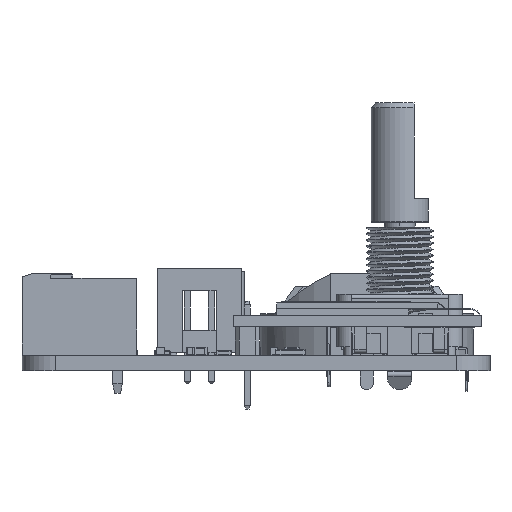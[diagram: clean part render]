
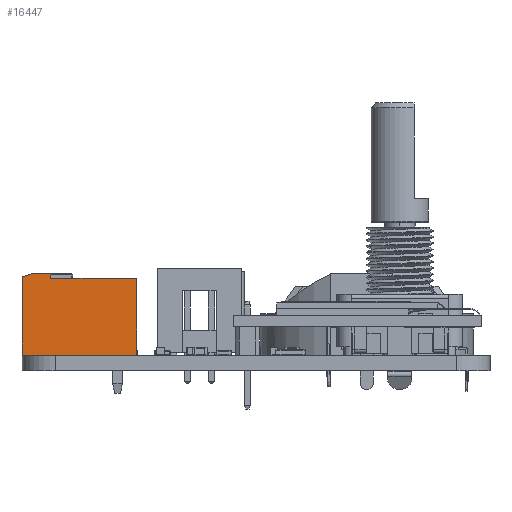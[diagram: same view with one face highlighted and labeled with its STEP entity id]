
A CAD part, left-side view. The second image highlights one B-rep face of the part: STEP entity #16447.
In plain terms, the highlighted face is planar.
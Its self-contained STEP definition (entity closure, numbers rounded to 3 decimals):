
#13503 = VERTEX_POINT('',#13504);
#13504 = CARTESIAN_POINT('',(20.9,8.,8.42));
#13512 = EDGE_CURVE('',#13503,#13513,#13515,.T.);
#13513 = VERTEX_POINT('',#13514);
#13514 = CARTESIAN_POINT('',(20.9,0.,8.42));
#13515 = LINE('',#13516,#13517);
#13516 = CARTESIAN_POINT('',(20.9,8.036,8.42));
#13517 = VECTOR('',#13518,1.);
#13518 = DIRECTION('',(-0.,-1.,-0.));
#13774 = VERTEX_POINT('',#13775);
#13775 = CARTESIAN_POINT('',(9.9,8.5,8.42));
#13781 = EDGE_CURVE('',#13774,#13782,#13784,.T.);
#13782 = VERTEX_POINT('',#13783);
#13783 = CARTESIAN_POINT('',(11.9,8.5,8.42));
#13784 = LINE('',#13785,#13786);
#13785 = CARTESIAN_POINT('',(9.1,8.5,8.42));
#13786 = VECTOR('',#13787,1.);
#13787 = DIRECTION('',(1.,-0.,-0.));
#14019 = VERTEX_POINT('',#14020);
#14020 = CARTESIAN_POINT('',(8.9,0.,8.42));
#14026 = EDGE_CURVE('',#14019,#14027,#14029,.T.);
#14027 = VERTEX_POINT('',#14028);
#14028 = CARTESIAN_POINT('',(8.9,8.051,8.42));
#14029 = LINE('',#14030,#14031);
#14030 = CARTESIAN_POINT('',(8.9,8.036,8.42));
#14031 = VECTOR('',#14032,1.);
#14032 = DIRECTION('',(0.,1.,0.));
#14276 = VERTEX_POINT('',#14277);
#14277 = CARTESIAN_POINT('',(11.9,8.05,8.42));
#14283 = EDGE_CURVE('',#14276,#13503,#14284,.T.);
#14284 = LINE('',#14285,#14286);
#14285 = CARTESIAN_POINT('',(11.9,8.05,8.42));
#14286 = VECTOR('',#14287,1.);
#14287 = DIRECTION('',(1.,-0.006,0.));
#14368 = EDGE_CURVE('',#13513,#14019,#14369,.T.);
#14369 = LINE('',#14370,#14371);
#14370 = CARTESIAN_POINT('',(8.9,0.,8.42));
#14371 = VECTOR('',#14372,1.);
#14372 = DIRECTION('',(-1.,0.,0.));
#16292 = EDGE_CURVE('',#13782,#14276,#16293,.T.);
#16293 = LINE('',#16294,#16295);
#16294 = CARTESIAN_POINT('',(11.9,8.05,8.42));
#16295 = VECTOR('',#16296,1.);
#16296 = DIRECTION('',(-0.,-1.,-0.));
#16310 = VERTEX_POINT('',#16311);
#16311 = CARTESIAN_POINT('',(9.043,8.243,
    8.42));
#16317 = EDGE_CURVE('',#16310,#13774,#16318,.T.);
#16318 = LINE('',#16319,#16320);
#16319 = CARTESIAN_POINT('',(8.9,8.2,8.42));
#16320 = VECTOR('',#16321,1.);
#16321 = DIRECTION('',(0.958,0.287,0.));
#16358 = EDGE_CURVE('',#16310,#14027,#16359,.T.);
#16359 = CIRCLE('',#16360,0.2);
#16360 = AXIS2_PLACEMENT_3D('',#16361,#16362,#16363);
#16361 = CARTESIAN_POINT('',(9.1,8.051,8.42));
#16362 = DIRECTION('',(0.,0.,1.));
#16363 = DIRECTION('',(-1.,0.,0.));
#16447 = ADVANCED_FACE('',(#16448),#16458,.T.);
#16448 = FACE_BOUND('',#16449,.T.);
#16449 = EDGE_LOOP('',(#16450,#16451,#16452,#16453,#16454,#16455,#16456,
    #16457));
#16450 = ORIENTED_EDGE('',*,*,#14283,.F.);
#16451 = ORIENTED_EDGE('',*,*,#16292,.F.);
#16452 = ORIENTED_EDGE('',*,*,#13781,.F.);
#16453 = ORIENTED_EDGE('',*,*,#16317,.F.);
#16454 = ORIENTED_EDGE('',*,*,#16358,.T.);
#16455 = ORIENTED_EDGE('',*,*,#14026,.F.);
#16456 = ORIENTED_EDGE('',*,*,#14368,.F.);
#16457 = ORIENTED_EDGE('',*,*,#13512,.F.);
#16458 = PLANE('',#16459);
#16459 = AXIS2_PLACEMENT_3D('',#16460,#16461,#16462);
#16460 = CARTESIAN_POINT('',(9.1,8.036,8.42));
#16461 = DIRECTION('',(0.,0.,1.));
#16462 = DIRECTION('',(-1.,0.,0.));
